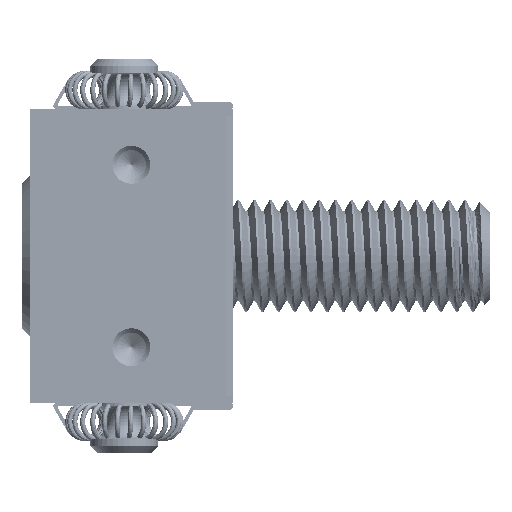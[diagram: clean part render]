
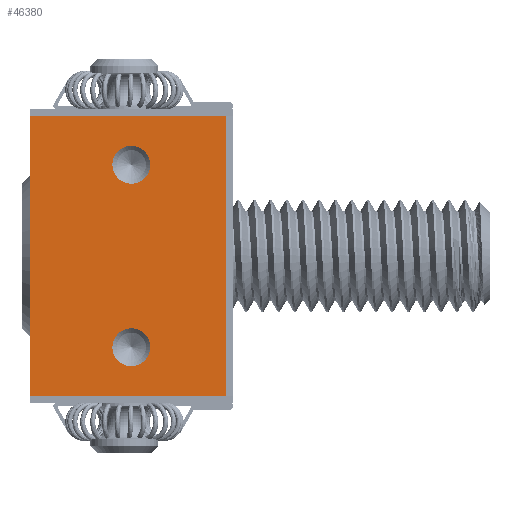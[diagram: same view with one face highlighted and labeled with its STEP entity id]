
A CAD part, left-side view. The second image highlights one B-rep face of the part: STEP entity #46380.
In plain terms, the highlighted face is planar.
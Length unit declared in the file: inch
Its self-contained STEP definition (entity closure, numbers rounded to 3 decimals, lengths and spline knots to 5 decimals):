
#348 = DIRECTION ( 'NONE',  ( 1., 0., 0. ) ) ;
#793 = VERTEX_POINT ( 'NONE', #42433 ) ;
#1888 = CARTESIAN_POINT ( 'NONE',  ( 1.33465, 0.57087, -0.07874 ) ) ;
#2052 = VECTOR ( 'NONE', #33404, 39.37008 ) ;
#2543 = VERTEX_POINT ( 'NONE', #46425 ) ;
#3857 = AXIS2_PLACEMENT_3D ( 'NONE', #54981, #27699, #348 ) ;
#5030 = VECTOR ( 'NONE', #41918, 39.37008 ) ;
#5992 = PLANE ( 'NONE',  #18558 ) ;
#6189 = DIRECTION ( 'NONE',  ( 0., 0., 1. ) ) ;
#6446 = CARTESIAN_POINT ( 'NONE',  ( 1.61024, 1.10236, -0.07874 ) ) ;
#6478 = DIRECTION ( 'NONE',  ( 1., 0., 0. ) ) ;
#7501 = CARTESIAN_POINT ( 'NONE',  ( 1.61024, 1.10236, -0.07874 ) ) ;
#8487 = VERTEX_POINT ( 'NONE', #52762 ) ;
#10572 = DIRECTION ( 'NONE',  ( 1., 0., 0. ) ) ;
#10597 = FACE_BOUND ( 'NONE', #54350, .T. ) ;
#10658 = CARTESIAN_POINT ( 'NONE',  ( 0., 0., -0.07874 ) ) ;
#10910 = EDGE_CURVE ( 'NONE', #793, #43980, #27886, .T. ) ;
#11123 = VERTEX_POINT ( 'NONE', #30088 ) ;
#11165 = ORIENTED_EDGE ( 'NONE', *, *, #41891, .T. ) ;
#11418 = ORIENTED_EDGE ( 'NONE', *, *, #56454, .T. ) ;
#12188 = VERTEX_POINT ( 'NONE', #22588 ) ;
#13083 = ORIENTED_EDGE ( 'NONE', *, *, #46394, .T. ) ;
#13559 = EDGE_CURVE ( 'NONE', #2543, #12188, #15659, .T. ) ;
#15303 = LINE ( 'NONE', #23555, #50250 ) ;
#15659 = CIRCLE ( 'NONE', #3857, 0.1063 ) ;
#17931 = EDGE_LOOP ( 'NONE', ( #57690, #13083 ) ) ;
#18558 = AXIS2_PLACEMENT_3D ( 'NONE', #28740, #56034, #10572 ) ;
#19190 = VECTOR ( 'NONE', #21252, 39.37008 ) ;
#19782 = DIRECTION ( 'NONE',  ( 0., 0., 1. ) ) ;
#21252 = DIRECTION ( 'NONE',  ( 1., 0., 0. ) ) ;
#21301 = FACE_BOUND ( 'NONE', #17931, .T. ) ;
#21596 = AXIS2_PLACEMENT_3D ( 'NONE', #33518, #6189, #38098 ) ;
#22588 = CARTESIAN_POINT ( 'NONE',  ( 0.41732, 0.57087, -0.07874 ) ) ;
#23555 = CARTESIAN_POINT ( 'NONE',  ( 1.61024, 1.14173, -0.07874 ) ) ;
#23775 = ORIENTED_EDGE ( 'NONE', *, *, #30064, .T. ) ;
#23962 = EDGE_CURVE ( 'NONE', #793, #50260, #31283, .T. ) ;
#26333 = AXIS2_PLACEMENT_3D ( 'NONE', #47052, #19782, #51662 ) ;
#27699 = DIRECTION ( 'NONE',  ( 0., 0., 1. ) ) ;
#27886 = LINE ( 'NONE', #46481, #5030 ) ;
#28740 = CARTESIAN_POINT ( 'NONE',  ( 0., 0., -0.07874 ) ) ;
#30064 = EDGE_CURVE ( 'NONE', #50260, #8487, #15303, .T. ) ;
#30088 = CARTESIAN_POINT ( 'NONE',  ( 1.44094, 0.57087, -0.07874 ) ) ;
#30208 = CARTESIAN_POINT ( 'NONE',  ( 1.22835, 0.57087, -0.07874 ) ) ;
#31283 = LINE ( 'NONE', #7501, #19190 ) ;
#32001 = CIRCLE ( 'NONE', #21596, 0.1063 ) ;
#33045 = EDGE_LOOP ( 'NONE', ( #43051, #57965, #23775, #11418 ) ) ;
#33404 = DIRECTION ( 'NONE',  ( -1., 0., 0. ) ) ;
#33518 = CARTESIAN_POINT ( 'NONE',  ( 1.33465, 0.57087, -0.07874 ) ) ;
#33815 = DIRECTION ( 'NONE',  ( 0., 0., 1. ) ) ;
#36320 = VERTEX_POINT ( 'NONE', #30208 ) ;
#37709 = EDGE_CURVE ( 'NONE', #36320, #11123, #47821, .T. ) ;
#38098 = DIRECTION ( 'NONE',  ( 1., 0., 0. ) ) ;
#38153 = AXIS2_PLACEMENT_3D ( 'NONE', #1888, #33815, #6478 ) ;
#41891 = EDGE_CURVE ( 'NONE', #12188, #2543, #51117, .T. ) ;
#41918 = DIRECTION ( 'NONE',  ( 0., -1., 0. ) ) ;
#42433 = CARTESIAN_POINT ( 'NONE',  ( 0.03543, 1.10236, -0.07874 ) ) ;
#43051 = ORIENTED_EDGE ( 'NONE', *, *, #10910, .F. ) ;
#43980 = VERTEX_POINT ( 'NONE', #52821 ) ;
#46248 = DIRECTION ( 'NONE',  ( 0., -1., 0. ) ) ;
#46380 = ADVANCED_FACE ( 'NONE', ( #10597, #21301, #59085 ), #5992, .F. ) ;
#46394 = EDGE_CURVE ( 'NONE', #11123, #36320, #32001, .T. ) ;
#46425 = CARTESIAN_POINT ( 'NONE',  ( 0.20472, 0.57087, -0.07874 ) ) ;
#46481 = CARTESIAN_POINT ( 'NONE',  ( 0.03543, 1.14173, -0.07874 ) ) ;
#47052 = CARTESIAN_POINT ( 'NONE',  ( 0.31102, 0.57087, -0.07874 ) ) ;
#47821 = CIRCLE ( 'NONE', #38153, 0.1063 ) ;
#50250 = VECTOR ( 'NONE', #46248, 39.37008 ) ;
#50260 = VERTEX_POINT ( 'NONE', #6446 ) ;
#50590 = LINE ( 'NONE', #10658, #2052 ) ;
#51117 = CIRCLE ( 'NONE', #26333, 0.1063 ) ;
#51662 = DIRECTION ( 'NONE',  ( 1., 0., 0. ) ) ;
#52762 = CARTESIAN_POINT ( 'NONE',  ( 1.61024, 0., -0.07874 ) ) ;
#52821 = CARTESIAN_POINT ( 'NONE',  ( 0.03543, 0., -0.07874 ) ) ;
#54350 = EDGE_LOOP ( 'NONE', ( #56222, #11165 ) ) ;
#54981 = CARTESIAN_POINT ( 'NONE',  ( 0.31102, 0.57087, -0.07874 ) ) ;
#56034 = DIRECTION ( 'NONE',  ( 0., 0., 1. ) ) ;
#56222 = ORIENTED_EDGE ( 'NONE', *, *, #13559, .T. ) ;
#56454 = EDGE_CURVE ( 'NONE', #8487, #43980, #50590, .T. ) ;
#57690 = ORIENTED_EDGE ( 'NONE', *, *, #37709, .T. ) ;
#57965 = ORIENTED_EDGE ( 'NONE', *, *, #23962, .T. ) ;
#59085 = FACE_OUTER_BOUND ( 'NONE', #33045, .T. ) ;
